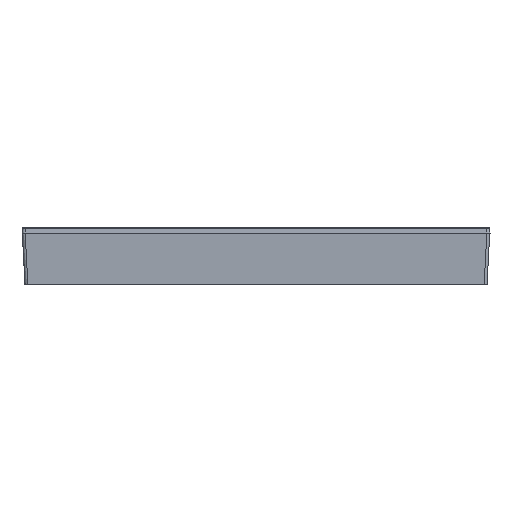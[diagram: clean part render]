
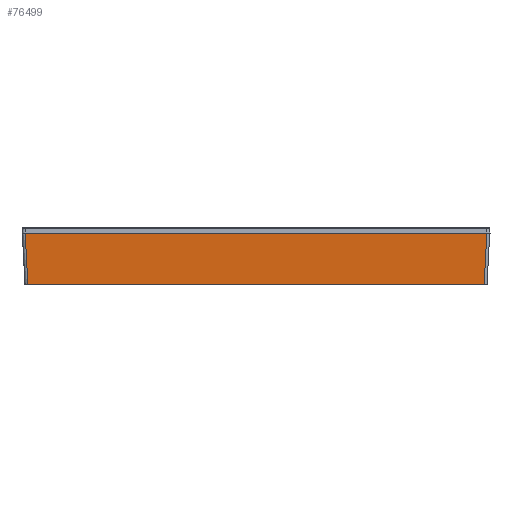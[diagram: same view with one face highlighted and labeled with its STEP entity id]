
A CAD part, left-side view. The second image highlights one B-rep face of the part: STEP entity #76499.
In plain terms, the highlighted face is planar.
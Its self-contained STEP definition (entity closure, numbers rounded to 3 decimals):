
#257=CARTESIAN_POINT('',(-40.228,0.,39.729));
#323=DIRECTION('',(0.,0.,-1.));
#324=VECTOR('',#323,79.458);
#325=CARTESIAN_POINT('',(-40.228,0.,39.729));
#326=LINE('71682',#325,#324);
#358=DIRECTION('',(0.052,-0.997,-0.052));
#359=VECTOR('',#358,9.025);
#360=CARTESIAN_POINT('',(-40.7,9.,40.201));
#361=LINE('71679',#360,#359);
#365=DIRECTION('',(0.052,-0.997,0.052));
#366=VECTOR('',#365,9.025);
#367=CARTESIAN_POINT('',(-40.7,9.,-40.201));
#368=LINE('86814',#367,#366);
#446=DIRECTION('',(0.,0.,1.));
#447=VECTOR('',#446,80.401);
#448=CARTESIAN_POINT('',(-40.7,9.,-40.201));
#449=LINE('71684',#448,#447);
#69294=VERTEX_POINT('',#257);
#69295=CARTESIAN_POINT('',(-40.7,9.,40.201));
#69296=VERTEX_POINT('',#69295);
#69301=CARTESIAN_POINT('',(-40.228,0.,-39.729));
#69302=VERTEX_POINT('',#69301);
#69305=CARTESIAN_POINT('',(-40.7,9.,-40.201));
#69306=VERTEX_POINT('',#69305);
#76486=CARTESIAN_POINT('',(-40.7,9.,-40.7));
#76487=DIRECTION('',(0.999,0.052,0.));
#76488=DIRECTION('',(0.,0.,-1.));
#76489=AXIS2_PLACEMENT_3D('',#76486,#76487,#76488);
#76490=PLANE('22405',#76489);
#76491=ORIENTED_EDGE('71679',*,*,#76477,.T.);
#76492=ORIENTED_EDGE('71682',*,*,#76448,.T.);
#76494=ORIENTED_EDGE('86814',*,*,#76493,.F.);
#76496=ORIENTED_EDGE('71684',*,*,#76495,.T.);
#76497=EDGE_LOOP('22405',(#76491,#76492,#76494,#76496));
#76498=FACE_OUTER_BOUND('22405',#76497,.F.);
#76499=ADVANCED_FACE('22405',(#76498),#76490,.F.);
#76448=EDGE_CURVE('71682',#69294,#69302,#326,.T.);
#76477=EDGE_CURVE('71679',#69296,#69294,#361,.T.);
#76493=EDGE_CURVE('86814',#69306,#69302,#368,.T.);
#76495=EDGE_CURVE('71684',#69306,#69296,#449,.T.);
